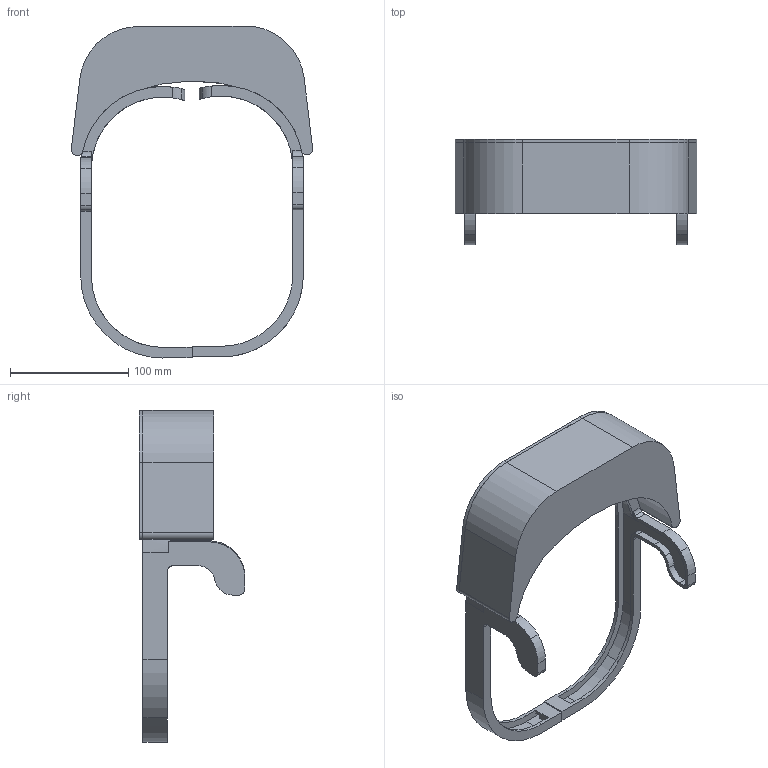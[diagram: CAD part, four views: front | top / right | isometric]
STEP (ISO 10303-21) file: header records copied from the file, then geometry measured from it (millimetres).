
FILE_DESCRIPTION(('CATIA V5 STEP Exchange','CAx-IF Rec.Pracs.--- Model Styling and Organization---1.4--- 2014-01-23','CAx-IF Rec.Pracs.---3D Tessellated Data Validation Properties---0.5---2014-09-14'),'2;1');
FILE_NAME('Sara''s stuff\Sarah_headset.stp','2017-12-08T06:39:12+00:00',('none'),('none'),'CATIA Version 5-6 Release 2016 SP3 HF39','CATIA V5 STEP AP242','none');
FILE_SCHEMA(('AP242_MANAGED_MODEL_BASED_3D_ENGINEERING_MIM_LF {1 0 10303 442 1 1 4}'));
Length unit declared in the file: millimetre
Products named in the file (5): Product2; headset_amir; rightheadset; Part1; backpiece_lid
Assembly tree (4 placements, depth 2):
  Product2
    headset_amir
    rightheadset
    Part1
    backpiece_lid
Bounding box: 204.29 x 89.24 x 280.86 mm (x, y, z)
Volume: 233532.2 mm3; surface area: 179073.4 mm2
Topology: 4 solids, 4 shells, 183 faces, 550 edges, 374 vertices
Faces by surface type: cylinder 111, plane 72
Entity records: 7017 total; most frequent: CARTESIAN_POINT 1946, ORIENTED_EDGE 1100, DIRECTION 838, EDGE_CURVE 550, VERTEX_POINT 374, AXIS2_PLACEMENT_3D 350, VECTOR 294, LINE 294
